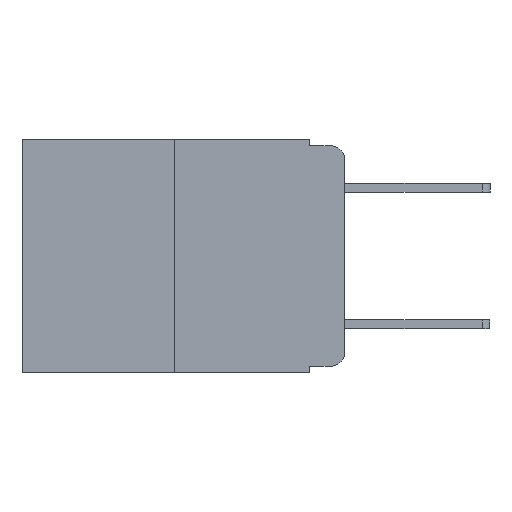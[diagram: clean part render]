
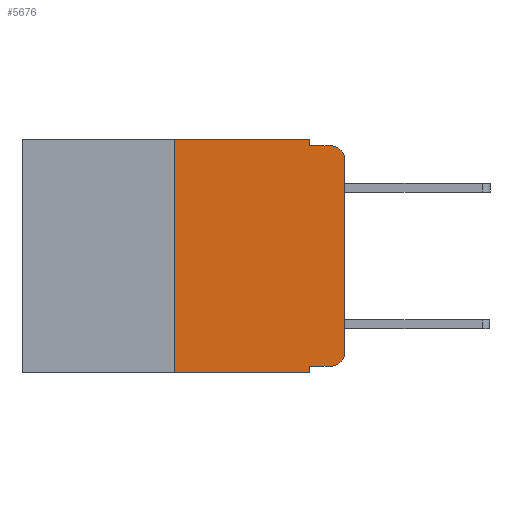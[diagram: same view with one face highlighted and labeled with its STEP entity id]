
A CAD part, left-side view. The second image highlights one B-rep face of the part: STEP entity #5676.
In plain terms, the highlighted planar face has unit normal (-1, 0, 0).
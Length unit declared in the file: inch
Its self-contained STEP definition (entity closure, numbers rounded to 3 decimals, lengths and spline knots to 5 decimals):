
#464 = CARTESIAN_POINT ( 'NONE',  ( 0., 0.051, 0. ) ) ;
#587 = AXIS2_PLACEMENT_3D ( 'NONE', #6350, #8126, #11792 ) ;
#605 = VERTEX_POINT ( 'NONE', #9840 ) ;
#693 = CARTESIAN_POINT ( 'NONE',  ( 0., 0.25, 0. ) ) ;
#1248 = CARTESIAN_POINT ( 'NONE',  ( 0., 0., -0.313 ) ) ;
#1302 = VERTEX_POINT ( 'NONE', #4020 ) ;
#1409 = AXIS2_PLACEMENT_3D ( 'NONE', #8422, #2190, #9375 ) ;
#1461 = CIRCLE ( 'NONE', #1409, 0.02 ) ;
#1499 = ORIENTED_EDGE ( 'NONE', *, *, #5464, .T. ) ;
#1628 = VERTEX_POINT ( 'NONE', #9664 ) ;
#2130 = VECTOR ( 'NONE', #2957, 39.37008 ) ;
#2190 = DIRECTION ( 'NONE',  ( -1., 0., 0. ) ) ;
#2211 = VERTEX_POINT ( 'NONE', #7902 ) ;
#2384 = ORIENTED_EDGE ( 'NONE', *, *, #9114, .T. ) ;
#2732 = ORIENTED_EDGE ( 'NONE', *, *, #7504, .F. ) ;
#2957 = DIRECTION ( 'NONE',  ( 0., 0., -1. ) ) ;
#2994 = VECTOR ( 'NONE', #4517, 39.37008 ) ;
#3056 = VECTOR ( 'NONE', #4220, 39.37008 ) ;
#3143 = DIRECTION ( 'NONE',  ( 0., 0., 1. ) ) ;
#3215 = CARTESIAN_POINT ( 'NONE',  ( 0., 0.051, -0.01 ) ) ;
#3219 = EDGE_CURVE ( 'NONE', #4242, #2211, #12634, .T. ) ;
#3374 = CARTESIAN_POINT ( 'NONE',  ( 0., 0.473, -0.343 ) ) ;
#3393 = VERTEX_POINT ( 'NONE', #3215 ) ;
#3406 = CARTESIAN_POINT ( 'NONE',  ( 0., 0.051, 0. ) ) ;
#3452 = VERTEX_POINT ( 'NONE', #7667 ) ;
#3543 = CARTESIAN_POINT ( 'NONE',  ( 0., 0.051, -0.01 ) ) ;
#3721 = EDGE_CURVE ( 'NONE', #6315, #7874, #5178, .T. ) ;
#4020 = CARTESIAN_POINT ( 'NONE',  ( 0., 0.25, -0.343 ) ) ;
#4127 = ORIENTED_EDGE ( 'NONE', *, *, #3219, .F. ) ;
#4220 = DIRECTION ( 'NONE',  ( 0., -1., 0. ) ) ;
#4242 = VERTEX_POINT ( 'NONE', #10835 ) ;
#4422 = EDGE_LOOP ( 'NONE', ( #6678, #7519, #12278, #2732, #9408, #5917, #2384, #4127, #1499, #10018 ) ) ;
#4517 = DIRECTION ( 'NONE',  ( 0., 0., -1. ) ) ;
#4569 = VECTOR ( 'NONE', #9430, 39.37008 ) ;
#4883 = VECTOR ( 'NONE', #3143, 39.37008 ) ;
#5178 = LINE ( 'NONE', #8436, #10043 ) ;
#5271 = DIRECTION ( 'NONE',  ( -1., 0., 0. ) ) ;
#5322 = AXIS2_PLACEMENT_3D ( 'NONE', #11038, #5271, #11940 ) ;
#5464 = EDGE_CURVE ( 'NONE', #4242, #3452, #8237, .T. ) ;
#5676 = ADVANCED_FACE ( 'NONE', ( #11422 ), #7138, .F. ) ;
#5766 = CARTESIAN_POINT ( 'NONE',  ( 0., 0.051, 0. ) ) ;
#5809 = EDGE_CURVE ( 'NONE', #3452, #8439, #1461, .T. ) ;
#5917 = ORIENTED_EDGE ( 'NONE', *, *, #8148, .F. ) ;
#6315 = VERTEX_POINT ( 'NONE', #693 ) ;
#6350 = CARTESIAN_POINT ( 'NONE',  ( 0., 0.473, 0. ) ) ;
#6678 = ORIENTED_EDGE ( 'NONE', *, *, #10738, .T. ) ;
#7138 = PLANE ( 'NONE',  #587 ) ;
#7279 = DIRECTION ( 'NONE',  ( 0., -1., 0. ) ) ;
#7367 = VECTOR ( 'NONE', #12307, 39.37008 ) ;
#7504 = EDGE_CURVE ( 'NONE', #7874, #3393, #8197, .T. ) ;
#7519 = ORIENTED_EDGE ( 'NONE', *, *, #8910, .T. ) ;
#7667 = CARTESIAN_POINT ( 'NONE',  ( 0., 0.02, -0.333 ) ) ;
#7874 = VERTEX_POINT ( 'NONE', #464 ) ;
#7902 = CARTESIAN_POINT ( 'NONE',  ( 0., 0.051, -0.343 ) ) ;
#8126 = DIRECTION ( 'NONE',  ( 1., 0., 0. ) ) ;
#8148 = EDGE_CURVE ( 'NONE', #1302, #6315, #10346, .T. ) ;
#8197 = LINE ( 'NONE', #3406, #2994 ) ;
#8237 = LINE ( 'NONE', #10122, #3056 ) ;
#8328 = LINE ( 'NONE', #12495, #12925 ) ;
#8422 = CARTESIAN_POINT ( 'NONE',  ( 0., 0.02, -0.313 ) ) ;
#8436 = CARTESIAN_POINT ( 'NONE',  ( 0., 0.473, 0. ) ) ;
#8439 = VERTEX_POINT ( 'NONE', #1248 ) ;
#8797 = DIRECTION ( 'NONE',  ( 0., 0., 1. ) ) ;
#8910 = EDGE_CURVE ( 'NONE', #1628, #605, #10941, .T. ) ;
#9114 = EDGE_CURVE ( 'NONE', #1302, #2211, #12221, .T. ) ;
#9375 = DIRECTION ( 'NONE',  ( 0., 0., -1. ) ) ;
#9408 = ORIENTED_EDGE ( 'NONE', *, *, #3721, .F. ) ;
#9430 = DIRECTION ( 'NONE',  ( 0., -1., 0. ) ) ;
#9664 = CARTESIAN_POINT ( 'NONE',  ( 0., 0., -0.03 ) ) ;
#9840 = CARTESIAN_POINT ( 'NONE',  ( 0., 0.02, -0.01 ) ) ;
#9896 = LINE ( 'NONE', #3543, #7367 ) ;
#10018 = ORIENTED_EDGE ( 'NONE', *, *, #5809, .T. ) ;
#10043 = VECTOR ( 'NONE', #7279, 39.37008 ) ;
#10122 = CARTESIAN_POINT ( 'NONE',  ( 0., 0.051, -0.333 ) ) ;
#10346 = LINE ( 'NONE', #11912, #4883 ) ;
#10738 = EDGE_CURVE ( 'NONE', #8439, #1628, #8328, .T. ) ;
#10835 = CARTESIAN_POINT ( 'NONE',  ( 0., 0.051, -0.333 ) ) ;
#10941 = CIRCLE ( 'NONE', #5322, 0.02 ) ;
#11038 = CARTESIAN_POINT ( 'NONE',  ( 0., 0.02, -0.03 ) ) ;
#11422 = FACE_OUTER_BOUND ( 'NONE', #4422, .T. ) ;
#11792 = DIRECTION ( 'NONE',  ( 0., 0., -1. ) ) ;
#11912 = CARTESIAN_POINT ( 'NONE',  ( 0., 0.25, 0. ) ) ;
#11940 = DIRECTION ( 'NONE',  ( 0., 0., -1. ) ) ;
#12221 = LINE ( 'NONE', #3374, #4569 ) ;
#12278 = ORIENTED_EDGE ( 'NONE', *, *, #12461, .F. ) ;
#12307 = DIRECTION ( 'NONE',  ( 0., -1., 0. ) ) ;
#12461 = EDGE_CURVE ( 'NONE', #3393, #605, #9896, .T. ) ;
#12495 = CARTESIAN_POINT ( 'NONE',  ( 0., 0., 0. ) ) ;
#12634 = LINE ( 'NONE', #5766, #2130 ) ;
#12925 = VECTOR ( 'NONE', #8797, 39.37008 ) ;
